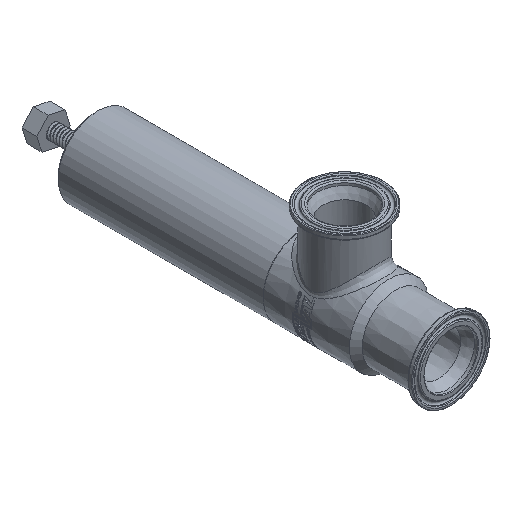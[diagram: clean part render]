
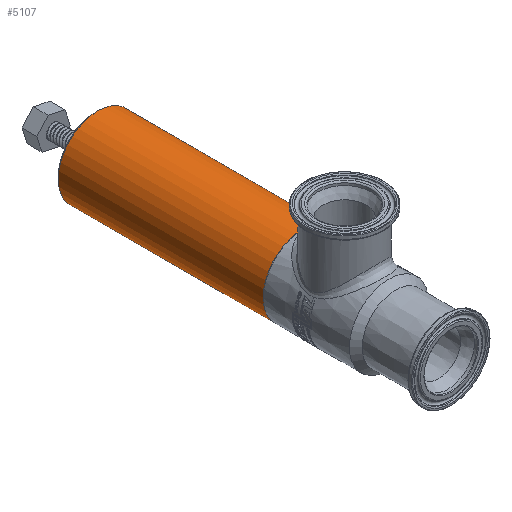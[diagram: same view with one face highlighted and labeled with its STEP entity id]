
A CAD part, isometric view. The second image highlights one B-rep face of the part: STEP entity #5107.
In plain terms, the highlighted cylindrical face has radius 25.4 mm (diameter 50.8 mm), a full revolution.
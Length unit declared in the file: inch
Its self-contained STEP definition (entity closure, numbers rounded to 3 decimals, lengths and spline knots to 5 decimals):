
#78 = CARTESIAN_POINT ( 'NONE',  ( 1., 6.05572, -0.00532 ) ) ;
#168 = CARTESIAN_POINT ( 'NONE',  ( 0.9998, 6.06079, -0.02019 ) ) ;
#722 = EDGE_LOOP ( 'NONE', ( #20298 ) ) ;
#1953 = CARTESIAN_POINT ( 'NONE',  ( 0.9997, 6.12774, -0.02453 ) ) ;
#2035 = CARTESIAN_POINT ( 'NONE',  ( 1., 6.05571, 0.00524 ) ) ;
#3027 = DIRECTION ( 'NONE',  ( 0., 1., 0. ) ) ;
#3230 = DIRECTION ( 'NONE',  ( 0., 1., 0. ) ) ;
#3278 = CIRCLE ( 'NONE', #17503, 1. ) ;
#3903 = CARTESIAN_POINT ( 'NONE',  ( 0.99939, 6.07561, -0.03497 ) ) ;
#3958 = VERTEX_POINT ( 'NONE', #16114 ) ;
#3998 = CARTESIAN_POINT ( 'NONE',  ( 0.99924, 6.10618, -0.03896 ) ) ;
#4169 = CARTESIAN_POINT ( 'NONE',  ( 0.9992, 6.09571, 0.04 ) ) ;
#5107 = ADVANCED_FACE ( 'NONE', ( #9532, #24196, #10429 ), #5224, .T. ) ;
#5218 = DIRECTION ( 'NONE',  ( 0., 0., 1. ) ) ;
#5224 = CYLINDRICAL_SURFACE ( 'NONE', #20579, 1. ) ;
#5273 = CARTESIAN_POINT ( 'NONE',  ( 0., 8.95749, 0. ) ) ;
#6147 = CARTESIAN_POINT ( 'NONE',  ( 0.9997, 6.12769, 0.02459 ) ) ;
#7306 = ORIENTED_EDGE ( 'NONE', *, *, #11930, .T. ) ;
#7778 = CARTESIAN_POINT ( 'NONE',  ( 0.99995, 6.13466, 0.0105 ) ) ;
#7881 = EDGE_CURVE ( 'NONE', #3958, #3958, #3278, .T. ) ;
#7933 = VERTEX_POINT ( 'NONE', #10072 ) ;
#7958 = CARTESIAN_POINT ( 'NONE',  ( 0.9992, 6.101, 0.04 ) ) ;
#8043 = CARTESIAN_POINT ( 'NONE',  ( 0.99949, 6.07115, -0.032 ) ) ;
#8126 = CARTESIAN_POINT ( 'NONE',  ( 0.99939, 6.11588, -0.03494 ) ) ;
#8738 = EDGE_LOOP ( 'NONE', ( #7306 ) ) ;
#9532 = FACE_OUTER_BOUND ( 'NONE', #722, .T. ) ;
#9832 = CARTESIAN_POINT ( 'NONE',  ( 0.9997, 6.06376, -0.02463 ) ) ;
#10072 = CARTESIAN_POINT ( 'NONE',  ( 0., 8.95749, 1. ) ) ;
#10429 = FACE_BOUND ( 'NONE', #8738, .T. ) ;
#10713 = B_SPLINE_CURVE_WITH_KNOTS ( 'NONE', 3,
 ( #4169, #7958, #23354, #15862, #11704, #6147, #23689, #7778, #21822, #13646, #19828, #15516, #1953, #15609, #8126, #3998, #11614, #19756, #25304, #3903, #8043, #9832, #168, #11784, #78, #2035, #15688, #17690, #19667, #21652, #23602, #13817 ),
 .UNSPECIFIED., .T., .F.,
 ( 4, 2, 2, 2, 2, 2, 2, 2, 2, 2, 2, 2, 2, 2, 2, 4 ),
 ( 0., 0.0004, 0.00079, 0.00119, 0.00159, 0.00199, 0.00238, 0.00278, 0.00318, 0.00357, 0.00397, 0.00437, 0.00476, 0.00516, 0.00556, 0.00635 ),
 .UNSPECIFIED. ) ;
#11614 = CARTESIAN_POINT ( 'NONE',  ( 0.9992, 6.10095, -0.04 ) ) ;
#11704 = CARTESIAN_POINT ( 'NONE',  ( 0.99949, 6.12031, 0.03197 ) ) ;
#11784 = CARTESIAN_POINT ( 'NONE',  ( 0.99995, 6.05677, -0.01051 ) ) ;
#11930 = EDGE_CURVE ( 'NONE', #12807, #12807, #10713, .T. ) ;
#12807 = VERTEX_POINT ( 'NONE', #19824 ) ;
#13271 = AXIS2_PLACEMENT_3D ( 'NONE', #5273, #3027, #24854 ) ;
#13646 = CARTESIAN_POINT ( 'NONE',  ( 1., 6.13572, -0.0052 ) ) ;
#13817 = CARTESIAN_POINT ( 'NONE',  ( 0.9992, 6.09571, 0.04 ) ) ;
#15516 = CARTESIAN_POINT ( 'NONE',  ( 0.99981, 6.13068, -0.02013 ) ) ;
#15602 = EDGE_LOOP ( 'NONE', ( #22441 ) ) ;
#15609 = CARTESIAN_POINT ( 'NONE',  ( 0.99949, 6.12028, -0.03201 ) ) ;
#15688 = CARTESIAN_POINT ( 'NONE',  ( 0.99995, 6.05674, 0.01043 ) ) ;
#15862 = CARTESIAN_POINT ( 'NONE',  ( 0.99939, 6.11587, 0.03494 ) ) ;
#16060 = DIRECTION ( 'NONE',  ( 0., 0., 1. ) ) ;
#16114 = CARTESIAN_POINT ( 'NONE',  ( 0., 3.76561, 1. ) ) ;
#17503 = AXIS2_PLACEMENT_3D ( 'NONE', #23787, #23870, #16060 ) ;
#17690 = CARTESIAN_POINT ( 'NONE',  ( 0.99981, 6.06075, 0.02013 ) ) ;
#19667 = CARTESIAN_POINT ( 'NONE',  ( 0.9997, 6.06372, 0.02457 ) ) ;
#19676 = CIRCLE ( 'NONE', #13271, 1. ) ;
#19756 = CARTESIAN_POINT ( 'NONE',  ( 0.9992, 6.09051, -0.04 ) ) ;
#19824 = CARTESIAN_POINT ( 'NONE',  ( 0.9992, 6.09571, 0.04 ) ) ;
#19828 = CARTESIAN_POINT ( 'NONE',  ( 0.99995, 6.13468, -0.01044 ) ) ;
#20298 = ORIENTED_EDGE ( 'NONE', *, *, #22470, .F. ) ;
#20579 = AXIS2_PLACEMENT_3D ( 'NONE', #21132, #3230, #5218 ) ;
#21132 = CARTESIAN_POINT ( 'NONE',  ( 0., 0., 0. ) ) ;
#21652 = CARTESIAN_POINT ( 'NONE',  ( 0.99939, 6.07479, 0.03565 ) ) ;
#21822 = CARTESIAN_POINT ( 'NONE',  ( 1., 6.13571, 0.00524 ) ) ;
#22441 = ORIENTED_EDGE ( 'NONE', *, *, #7881, .T. ) ;
#22470 = EDGE_CURVE ( 'NONE', #7933, #7933, #19676, .T. ) ;
#23354 = CARTESIAN_POINT ( 'NONE',  ( 0.99924, 6.10619, 0.03896 ) ) ;
#23602 = CARTESIAN_POINT ( 'NONE',  ( 0.9992, 6.08514, 0.04 ) ) ;
#23689 = CARTESIAN_POINT ( 'NONE',  ( 0.99981, 6.13067, 0.02013 ) ) ;
#23787 = CARTESIAN_POINT ( 'NONE',  ( 0., 3.76561, 0. ) ) ;
#23870 = DIRECTION ( 'NONE',  ( 0., 1., 0. ) ) ;
#24196 = FACE_OUTER_BOUND ( 'NONE', #15602, .T. ) ;
#24854 = DIRECTION ( 'NONE',  ( 0., 0., 1. ) ) ;
#25304 = CARTESIAN_POINT ( 'NONE',  ( 0.99924, 6.08524, -0.03896 ) ) ;
